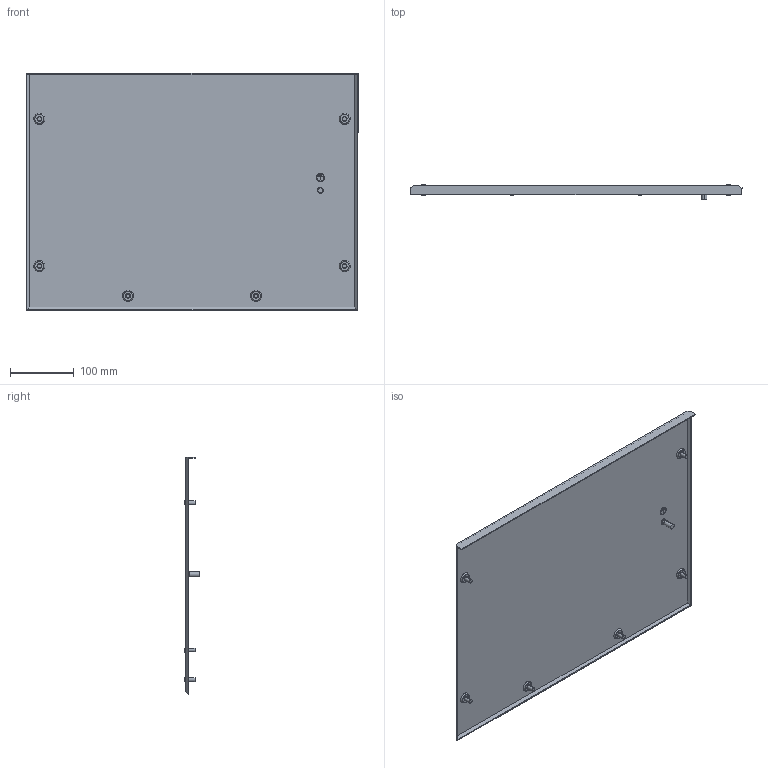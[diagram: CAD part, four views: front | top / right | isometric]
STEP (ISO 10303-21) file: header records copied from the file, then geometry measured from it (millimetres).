
FILE_DESCRIPTION (( 'STEP AP214' ), '1' );
FILE_NAME ('0390-6000-40-07.step', '2022-07-08T08:53:52', ( '' ), ( '' ), 'SwSTEP 2.0', 'SolidWorks 2019', '' );
FILE_SCHEMA (( 'AUTOMOTIVE_DESIGN' ));
Length unit declared in the file: millimetre
Products named in the file (1): 0390-6000-40-07
Bounding box: 518.8 x 22.5 x 371.55 mm (x, y, z)
Volume: 307991.2 mm3; surface area: 410352.4 mm2
Topology: 7 solids, 7 shells, 177 faces, 374 edges, 244 vertices
Faces by surface type: plane 81, cylinder 48, cone 36, bspline 12
Entity records: 6399 total; most frequent: CARTESIAN_POINT 1192, DIRECTION 838, ORIENTED_EDGE 748, EDGE_CURVE 374, AXIS2_PLACEMENT_3D 322, VERTEX_POINT 244, EDGE_LOOP 222, VECTOR 194
